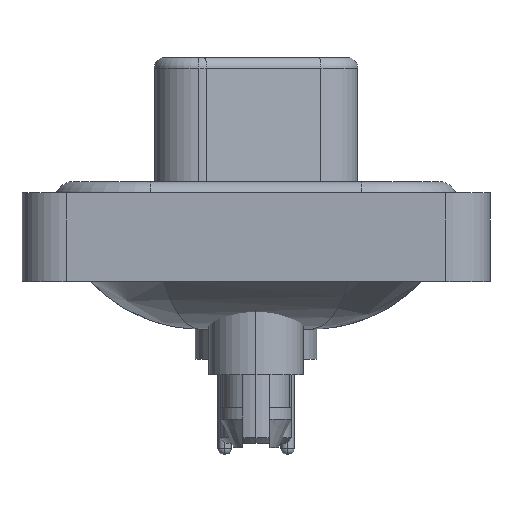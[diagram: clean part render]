
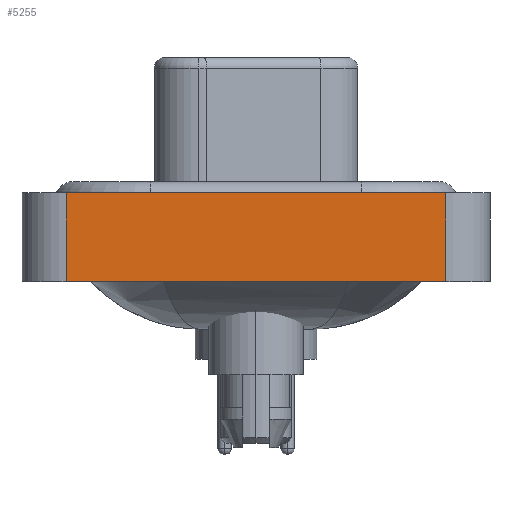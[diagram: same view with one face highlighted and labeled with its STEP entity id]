
A CAD part, left-side view. The second image highlights one B-rep face of the part: STEP entity #5255.
In plain terms, the highlighted planar face has unit normal (-1, 0, 0).
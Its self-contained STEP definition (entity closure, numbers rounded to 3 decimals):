
#765 = CARTESIAN_POINT ( 'NONE',  ( -7.3, -8.55, 0.4 ) ) ;
#2779 = DIRECTION ( 'NONE',  ( 0., 0., 1. ) ) ;
#3844 = DIRECTION ( 'NONE',  ( 0., -1., 0. ) ) ;
#4008 = VERTEX_POINT ( 'NONE', #6076 ) ;
#4331 = CARTESIAN_POINT ( 'NONE',  ( -7.3, 8.55, 0.4 ) ) ;
#4588 = VECTOR ( 'NONE', #3844, 1000. ) ;
#5106 = CARTESIAN_POINT ( 'NONE',  ( -7.3, 8.55, -3.6 ) ) ;
#5255 = ADVANCED_FACE ( 'NONE', ( #16320 ), #6962, .T. ) ;
#6076 = CARTESIAN_POINT ( 'NONE',  ( -7.3, -8.55, 0.4 ) ) ;
#6475 = EDGE_LOOP ( 'NONE', ( #11439, #13954, #13006, #15635 ) ) ;
#6962 = PLANE ( 'NONE',  #12307 ) ;
#7089 = DIRECTION ( 'NONE',  ( 0., 0., 1. ) ) ;
#7513 = EDGE_CURVE ( 'NONE', #22047, #4008, #12289, .T. ) ;
#8490 = DIRECTION ( 'NONE',  ( 0., -1., 0. ) ) ;
#8509 = CARTESIAN_POINT ( 'NONE',  ( -7.3, -8.55, -3.6 ) ) ;
#10012 = CARTESIAN_POINT ( 'NONE',  ( -7.3, 8.55, -3.6 ) ) ;
#10565 = EDGE_CURVE ( 'NONE', #15273, #12847, #13171, .T. ) ;
#11016 = VECTOR ( 'NONE', #11623, 1000. ) ;
#11148 = CARTESIAN_POINT ( 'NONE',  ( -7.3, -8.55, -3.6 ) ) ;
#11183 = VECTOR ( 'NONE', #8490, 1000. ) ;
#11439 = ORIENTED_EDGE ( 'NONE', *, *, #13377, .T. ) ;
#11623 = DIRECTION ( 'NONE',  ( 0., 0., 1. ) ) ;
#12289 = LINE ( 'NONE', #765, #11183 ) ;
#12307 = AXIS2_PLACEMENT_3D ( 'NONE', #11148, #12622, #7089 ) ;
#12622 = DIRECTION ( 'NONE',  ( -1., 0., 0. ) ) ;
#12847 = VERTEX_POINT ( 'NONE', #8509 ) ;
#13006 = ORIENTED_EDGE ( 'NONE', *, *, #19617, .F. ) ;
#13171 = LINE ( 'NONE', #20665, #4588 ) ;
#13377 = EDGE_CURVE ( 'NONE', #12847, #4008, #18871, .T. ) ;
#13954 = ORIENTED_EDGE ( 'NONE', *, *, #7513, .F. ) ;
#15273 = VERTEX_POINT ( 'NONE', #5106 ) ;
#15635 = ORIENTED_EDGE ( 'NONE', *, *, #10565, .T. ) ;
#16320 = FACE_OUTER_BOUND ( 'NONE', #6475, .T. ) ;
#16898 = VECTOR ( 'NONE', #2779, 1000. ) ;
#17639 = LINE ( 'NONE', #10012, #16898 ) ;
#18871 = LINE ( 'NONE', #22914, #11016 ) ;
#19617 = EDGE_CURVE ( 'NONE', #15273, #22047, #17639, .T. ) ;
#20665 = CARTESIAN_POINT ( 'NONE',  ( -7.3, -8.55, -3.6 ) ) ;
#22047 = VERTEX_POINT ( 'NONE', #4331 ) ;
#22914 = CARTESIAN_POINT ( 'NONE',  ( -7.3, -8.55, -3.6 ) ) ;
